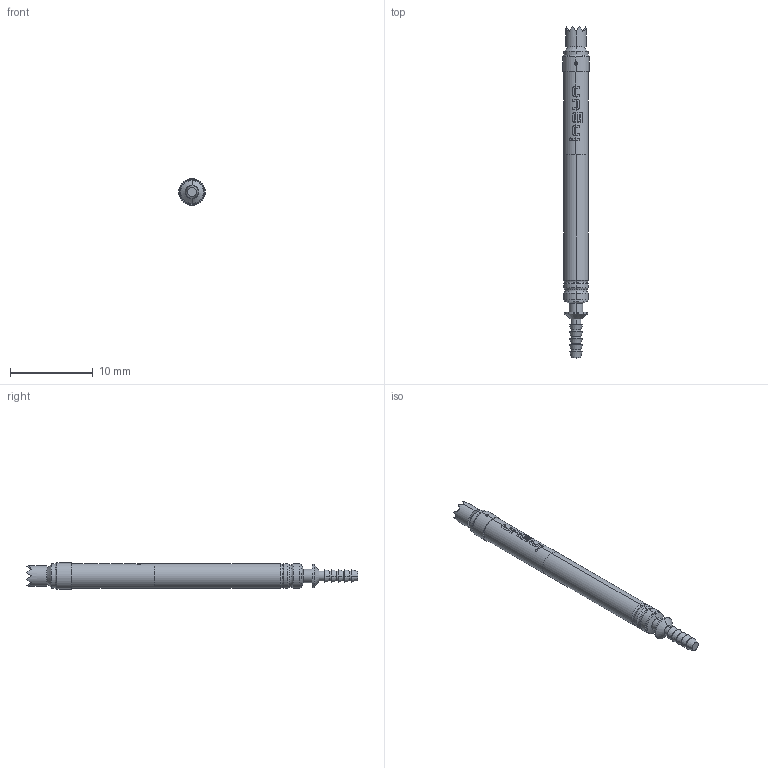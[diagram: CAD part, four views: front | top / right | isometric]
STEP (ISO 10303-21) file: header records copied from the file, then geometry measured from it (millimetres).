
FILE_DESCRIPTION (( 'STEP AP203' ), '1' );
FILE_NAME ('INGUN_PKS-300_206_250_A_xx02_AH.STEP', '2022-03-03T13:37:33', ( 'ochi' ), ( '' ), 'SwSTEP 2.0', 'SolidWorks 2018', '' );
FILE_SCHEMA (( 'CONFIG_CONTROL_DESIGN' ));
Length unit declared in the file: millimetre
Products named in the file (1): INGUN_PKS-300_206_250_A_xx02_AH
Bounding box: 3.2 x 40 x 3.2 mm (x, y, z)
Volume: 236.4 mm3; surface area: 368.8 mm2
Topology: 1 solids, 1 shells, 209 faces, 496 edges, 301 vertices
Faces by surface type: plane 96, cylinder 51, bspline 36, cone 18, torus 8
Entity records: 7723 total; most frequent: CARTESIAN_POINT 3475, ORIENTED_EDGE 992, DIRECTION 662, EDGE_CURVE 496, VERTEX_POINT 301, AXIS2_PLACEMENT_3D 266, B_SPLINE_CURVE_WITH_KNOTS 242, EDGE_LOOP 221
